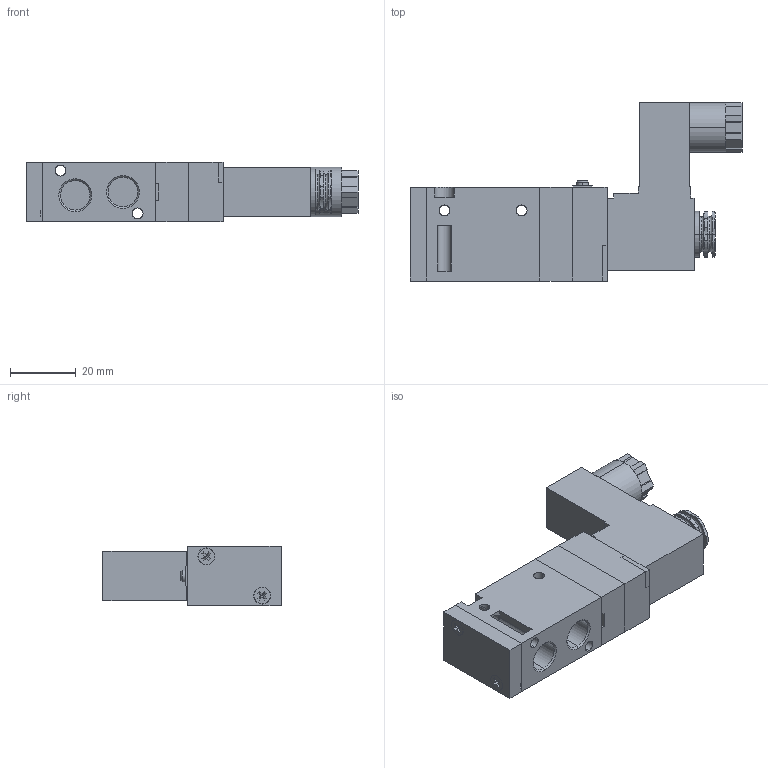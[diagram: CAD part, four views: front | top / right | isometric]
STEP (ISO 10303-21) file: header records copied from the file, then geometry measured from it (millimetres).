
FILE_DESCRIPTION (( 'STEP AP203' ), '1' );
FILE_NAME ('SF2601-IP-SC1-CD1.STEP', '2016-01-04T11:38:41', ( 'yrd8' ), ( '' ), 'SwSTEP 2.0', 'SolidWorks 2008', '' );
FILE_SCHEMA (( 'CONFIG_CONTROL_DESIGN' ));
Length unit declared in the file: millimetre
Products named in the file (6): SF2601-IP-SC1-CD1; SF2600 BODY_ル遽; SF2000 BODY COVER_ル遽; SF2000 SEMY_ル遽; SF2000 PILOT_ル遽; CN1_ル遽
Assembly tree (5 placements, depth 2):
  SF2601-IP-SC1-CD1
    CN1_ル遽
    SF2000 SEMY_ル遽
    SF2600 BODY_ル遽
    SF2000 PILOT_ル遽
    SF2000 BODY COVER_ル遽
Bounding box: 101.1 x 54.25 x 18 mm (x, y, z)
Volume: 46349.5 mm3; surface area: 20547.5 mm2
Topology: 8 solids, 8 shells, 472 faces, 1216 edges, 791 vertices
Faces by surface type: plane 278, cylinder 158, cone 24, torus 10, bspline 2
Entity records: 16079 total; most frequent: CARTESIAN_POINT 3954, ORIENTED_EDGE 2432, DIRECTION 2348, EDGE_CURVE 1216, VECTOR 792, LINE 792, VERTEX_POINT 791, AXIS2_PLACEMENT_3D 778
